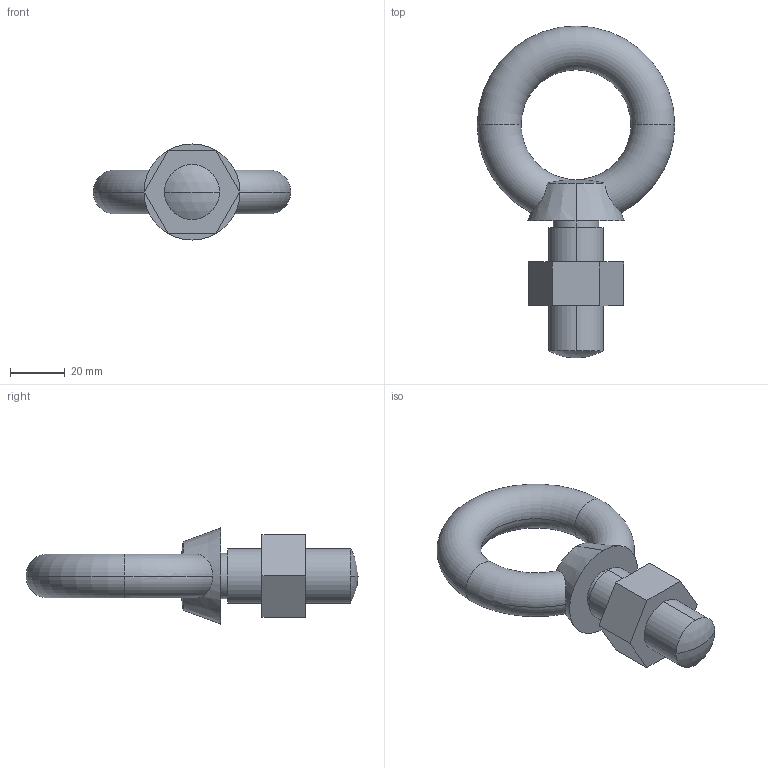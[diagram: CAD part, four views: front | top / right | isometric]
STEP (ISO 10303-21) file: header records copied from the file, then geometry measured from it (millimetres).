
FILE_DESCRIPTION (( 'STEP AP203' ), '1' );
FILE_NAME ('B-1131-20.STEP', '2009-10-07T02:30:12', ( ' ' ), ( ' ' ), 'SwSTEP 2.0', 'SolidWorks 2007', '' );
FILE_SCHEMA (( 'CONFIG_CONTROL_DESIGN' ));
Length unit declared in the file: millimetre
Products named in the file (3): B-1131-20六角ナットM20__ﾃﾞﾌｫﾙﾄ; B-1131-20__蹬怮椔; B-1131-20
Assembly tree (2 placements, depth 2):
  B-1131-20
    B-1131-20__蹬怮椔
    B-1131-20六角ナットM20__ﾃﾞﾌｫﾙﾄ
Bounding box: 72 x 121 x 35 mm (x, y, z)
Volume: 62744.9 mm3; surface area: 16789.5 mm2
Topology: 2 solids, 2 shells, 30 faces, 72 edges, 46 vertices
Faces by surface type: plane 10, torus 8, cylinder 6, sphere 4, cone 2
Entity records: 1359 total; most frequent: CARTESIAN_POINT 341, DIRECTION 164, ORIENTED_EDGE 144, EDGE_CURVE 72, AXIS2_PLACEMENT_3D 69, VERTEX_POINT 46, EDGE_LOOP 34, CIRCLE 34
